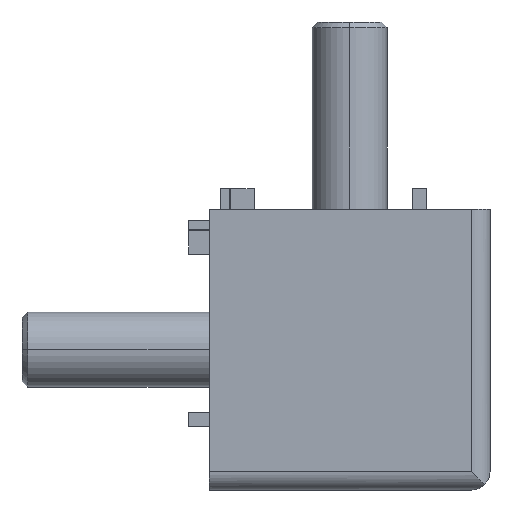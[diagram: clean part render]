
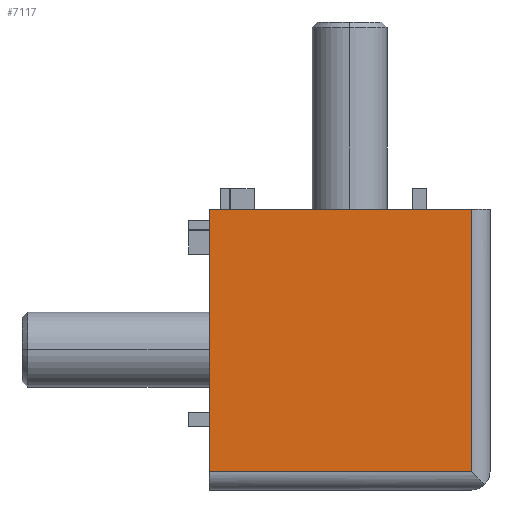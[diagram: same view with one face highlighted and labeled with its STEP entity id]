
A CAD part, left-side view. The second image highlights one B-rep face of the part: STEP entity #7117.
In plain terms, the highlighted planar face has unit normal (-1, 0, 0).
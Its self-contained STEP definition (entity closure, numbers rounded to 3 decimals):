
#6484=DIRECTION('',(0.,1.,0.));
#6485=VECTOR('',#6484,28.);
#6486=CARTESIAN_POINT('',(0.,2.,2.));
#6487=LINE('',#6486,#6485);
#6491=DIRECTION('',(0.,0.,1.));
#6492=VECTOR('',#6491,28.);
#6493=CARTESIAN_POINT('',(0.,30.,2.));
#6494=LINE('',#6493,#6492);
#6498=DIRECTION('',(0.,0.,1.));
#6499=VECTOR('',#6498,28.);
#6500=CARTESIAN_POINT('',(0.,2.,2.));
#6501=LINE('',#6500,#6499);
#6513=DIRECTION('',(0.,-1.,0.));
#6514=VECTOR('',#6513,28.);
#6515=CARTESIAN_POINT('',(0.,30.,30.));
#6516=LINE('',#6515,#6514);
#6923=CARTESIAN_POINT('',(0.,30.,30.));
#6924=VERTEX_POINT('',#6923);
#6969=CARTESIAN_POINT('',(0.,2.,30.));
#6971=VERTEX_POINT('',#6969);
#6974=CARTESIAN_POINT('',(0.,30.,2.));
#6976=VERTEX_POINT('',#6974);
#6977=CARTESIAN_POINT('',(0.,2.,2.));
#6978=VERTEX_POINT('',#6977);
#7105=CARTESIAN_POINT('',(0.,30.,0.));
#7106=DIRECTION('',(-1.,0.,0.));
#7107=DIRECTION('',(0.,-1.,0.));
#7108=AXIS2_PLACEMENT_3D('',#7105,#7106,#7107);
#7109=PLANE('',#7108);
#7110=ORIENTED_EDGE('',*,*,#7030,.T.);
#7111=ORIENTED_EDGE('',*,*,#7052,.T.);
#7113=ORIENTED_EDGE('',*,*,#7112,.T.);
#7114=ORIENTED_EDGE('',*,*,#7097,.F.);
#7115=EDGE_LOOP('',(#7110,#7111,#7113,#7114));
#7116=FACE_OUTER_BOUND('',#7115,.F.);
#7030=EDGE_CURVE('',#6978,#6976,#6487,.T.);
#7052=EDGE_CURVE('',#6976,#6924,#6494,.T.);
#7097=EDGE_CURVE('',#6978,#6971,#6501,.T.);
#7112=EDGE_CURVE('',#6924,#6971,#6516,.T.);
#7117=ADVANCED_FACE('',(#7116),#7109,.T.);
